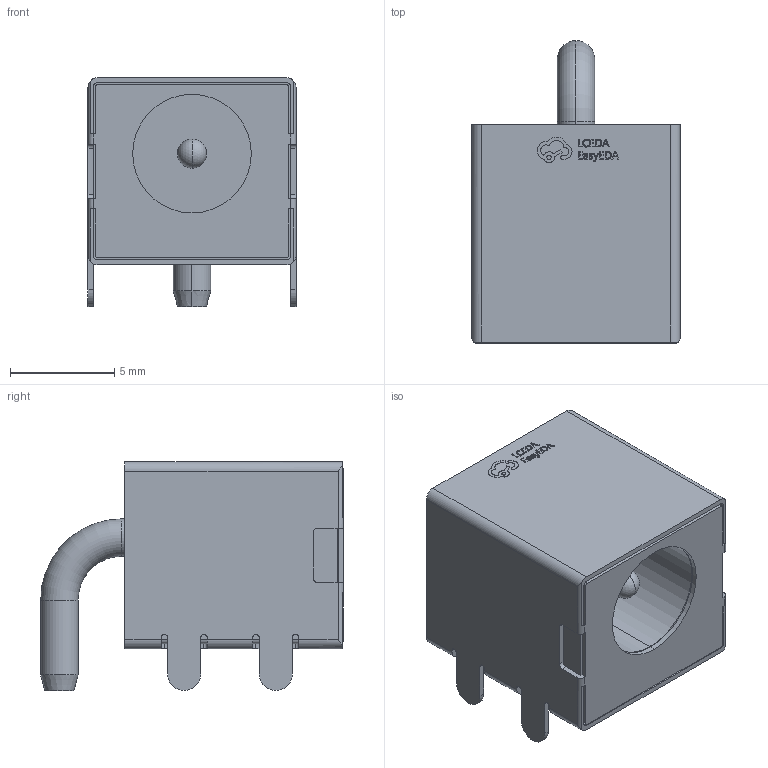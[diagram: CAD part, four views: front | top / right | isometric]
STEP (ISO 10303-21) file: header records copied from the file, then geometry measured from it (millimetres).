
FILE_DESCRIPTION (( 'STEP AP214' ), '1' );
FILE_NAME ('DC-IN-TH_DC-S014A-D025-20A.STEP', '2024-02-21T08:48:30', ( '' ), ( '' ), 'SwSTEP 2.0', 'SolidWorks 2020', '' );
FILE_SCHEMA (( 'AUTOMOTIVE_DESIGN' ));
Length unit declared in the file: millimetre
Products named in the file (1): DC-IN-TH_DC-S014A-D025-20A
Bounding box: 10 x 14.55 x 11.01 mm (x, y, z)
Volume: 740.8 mm3; surface area: 1618.7 mm2
Topology: 2 solids, 2 shells, 363 faces, 1051 edges, 697 vertices
Faces by surface type: plane 185, bspline 98, cylinder 72, cone 4, torus 2, sphere 2
Entity records: 16489 total; most frequent: CARTESIAN_POINT 3424, ORIENTED_EDGE 2094, DIRECTION 1527, EDGE_CURVE 1047, VERTEX_POINT 695, LINE 691, VECTOR 691, AXIS2_PLACEMENT_3D 418
